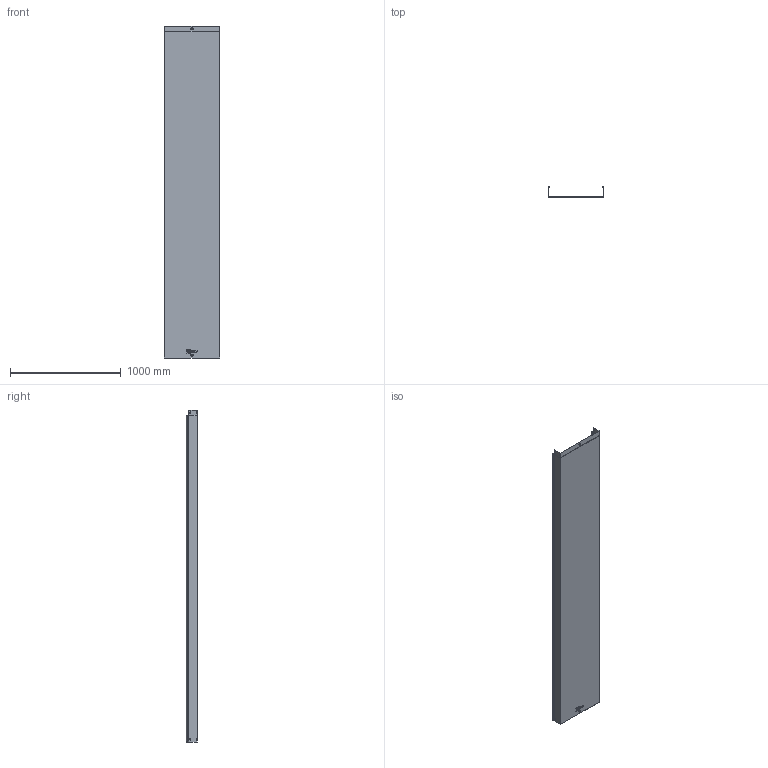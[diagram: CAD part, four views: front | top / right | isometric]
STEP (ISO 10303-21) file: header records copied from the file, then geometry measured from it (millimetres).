
FILE_DESCRIPTION (( 'STEP AP203' ), '1' );
FILE_NAME ('Cable tray 100õ500õ3000.STEP', '2019-04-24T06:33:42', ( '' ), ( '' ), 'SwSTEP 2.0', 'SolidWorks 2017', '' );
FILE_SCHEMA (( 'CONFIG_CONTROL_DESIGN' ));
Length unit declared in the file: millimetre
Products named in the file (1): Cable tray 100õ500õ3000
Bounding box: 502.89 x 101.5 x 3000 mm (x, y, z)
Volume: 2174887 mm3; surface area: 4357498.1 mm2
Topology: 1 solids, 1 shells, 440 faces, 1083 edges, 661 vertices
Faces by surface type: cylinder 164, plane 141, bspline 73, torus 56, sphere 6
Entity records: 20970 total; most frequent: CARTESIAN_POINT 11078, ORIENTED_EDGE 2158, DIRECTION 1901, EDGE_CURVE 1079, AXIS2_PLACEMENT_3D 693, VERTEX_POINT 661, VECTOR 515, LINE 515
